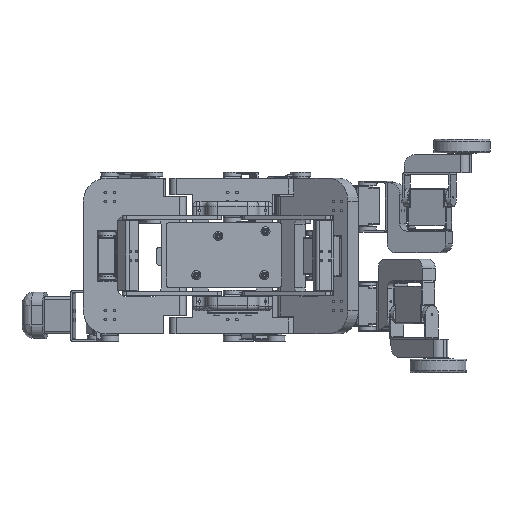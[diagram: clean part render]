
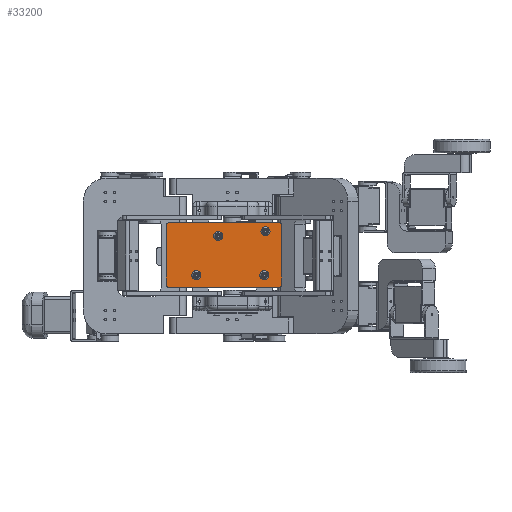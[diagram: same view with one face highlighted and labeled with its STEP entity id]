
A CAD part, top view. The second image highlights one B-rep face of the part: STEP entity #33200.
In plain terms, the highlighted planar face has unit normal (0, 0, 1).
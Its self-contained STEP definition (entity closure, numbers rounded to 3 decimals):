
#937=FACE_BOUND('',#6401,.T.);
#938=FACE_BOUND('',#6402,.T.);
#939=FACE_BOUND('',#6403,.T.);
#940=FACE_BOUND('',#6404,.T.);
#1616=PLANE('',#37270);
#3774=FACE_OUTER_BOUND('',#6400,.T.);
#6400=EDGE_LOOP('',(#30215,#30216,#30217,#30218,#30219,#30220,#30221,#30222));
#6401=EDGE_LOOP('',(#30223));
#6402=EDGE_LOOP('',(#30224));
#6403=EDGE_LOOP('',(#30225));
#6404=EDGE_LOOP('',(#30226));
#8833=LINE('',#58291,#11277);
#8843=LINE('',#58316,#11287);
#8849=LINE('',#58331,#11293);
#8854=LINE('',#58344,#11298);
#11277=VECTOR('',#47621,10.);
#11287=VECTOR('',#47643,10.);
#11293=VECTOR('',#47657,10.);
#11298=VECTOR('',#47670,10.);
#13389=CIRCLE('',#37247,2.5);
#13390=CIRCLE('',#37251,2.5);
#13391=CIRCLE('',#37257,2.5);
#13392=CIRCLE('',#37261,2.5);
#13397=CIRCLE('',#37271,5.);
#13398=CIRCLE('',#37272,5.);
#13399=CIRCLE('',#37273,5.);
#13400=CIRCLE('',#37274,5.);
#16273=VERTEX_POINT('',#58281);
#16274=VERTEX_POINT('',#58283);
#16276=VERTEX_POINT('',#58289);
#16278=VERTEX_POINT('',#58295);
#16285=VERTEX_POINT('',#58314);
#16288=VERTEX_POINT('',#58323);
#16290=VERTEX_POINT('',#58329);
#16292=VERTEX_POINT('',#58335);
#16299=VERTEX_POINT('',#58359);
#16300=VERTEX_POINT('',#58361);
#16301=VERTEX_POINT('',#58363);
#16302=VERTEX_POINT('',#58365);
#20905=EDGE_CURVE('',#16274,#16273,#13389,.T.);
#20909=EDGE_CURVE('',#16273,#16276,#8833,.T.);
#20912=EDGE_CURVE('',#16278,#16276,#13390,.T.);
#20921=EDGE_CURVE('',#16278,#16285,#8843,.T.);
#20926=EDGE_CURVE('',#16288,#16285,#13391,.T.);
#20929=EDGE_CURVE('',#16288,#16290,#8849,.T.);
#20932=EDGE_CURVE('',#16290,#16292,#13392,.T.);
#20936=EDGE_CURVE('',#16292,#16274,#8854,.T.);
#20943=EDGE_CURVE('',#16299,#16299,#13397,.T.);
#20944=EDGE_CURVE('',#16300,#16300,#13398,.T.);
#20945=EDGE_CURVE('',#16301,#16301,#13399,.T.);
#20946=EDGE_CURVE('',#16302,#16302,#13400,.T.);
#30215=ORIENTED_EDGE('',*,*,#20926,.F.);
#30216=ORIENTED_EDGE('',*,*,#20929,.T.);
#30217=ORIENTED_EDGE('',*,*,#20932,.T.);
#30218=ORIENTED_EDGE('',*,*,#20936,.T.);
#30219=ORIENTED_EDGE('',*,*,#20905,.T.);
#30220=ORIENTED_EDGE('',*,*,#20909,.T.);
#30221=ORIENTED_EDGE('',*,*,#20912,.F.);
#30222=ORIENTED_EDGE('',*,*,#20921,.T.);
#30223=ORIENTED_EDGE('',*,*,#20943,.T.);
#30224=ORIENTED_EDGE('',*,*,#20944,.T.);
#30225=ORIENTED_EDGE('',*,*,#20945,.T.);
#30226=ORIENTED_EDGE('',*,*,#20946,.T.);
#33200=ADVANCED_FACE('',(#3774,#937,#938,#939,#940),#1616,.T.);
#37247=AXIS2_PLACEMENT_3D('',#58284,#47614,#47615);
#37251=AXIS2_PLACEMENT_3D('',#58297,#47627,#47628);
#37257=AXIS2_PLACEMENT_3D('',#58325,#47651,#47652);
#37261=AXIS2_PLACEMENT_3D('',#58337,#47663,#47664);
#37270=AXIS2_PLACEMENT_3D('',#58358,#47687,#47688);
#37271=AXIS2_PLACEMENT_3D('',#58360,#47689,#47690);
#37272=AXIS2_PLACEMENT_3D('',#58362,#47691,#47692);
#37273=AXIS2_PLACEMENT_3D('',#58364,#47693,#47694);
#37274=AXIS2_PLACEMENT_3D('',#58366,#47695,#47696);
#47614=DIRECTION('center_axis',(0.,0.,
1.));
#47615=DIRECTION('ref_axis',(0.707,-0.707,0.));
#47621=DIRECTION('',(0.,1.,0.));
#47627=DIRECTION('center_axis',(0.,0.,
-1.));
#47628=DIRECTION('ref_axis',(0.707,0.707,0.));
#47643=DIRECTION('',(-1.,0.,0.));
#47651=DIRECTION('center_axis',(0.,0.,
-1.));
#47652=DIRECTION('ref_axis',(-0.707,0.707,0.));
#47657=DIRECTION('',(0.,-1.,0.));
#47663=DIRECTION('center_axis',(0.,0.,
1.));
#47664=DIRECTION('ref_axis',(-0.707,-0.707,0.));
#47670=DIRECTION('',(1.,0.,0.));
#47687=DIRECTION('center_axis',(0.,0.,
1.));
#47688=DIRECTION('ref_axis',(0.,1.,0.));
#47689=DIRECTION('center_axis',(0.,0.,
-1.));
#47690=DIRECTION('ref_axis',(1.,0.,0.));
#47691=DIRECTION('center_axis',(0.,0.,
-1.));
#47692=DIRECTION('ref_axis',(1.,0.,0.));
#47693=DIRECTION('center_axis',(0.,0.,
-1.));
#47694=DIRECTION('ref_axis',(1.,0.,0.));
#47695=DIRECTION('center_axis',(0.,0.,
-1.));
#47696=DIRECTION('ref_axis',(1.,0.,0.));
#58281=CARTESIAN_POINT('',(67.733,-87.043,83.197));
#58283=CARTESIAN_POINT('',(65.233,-89.543,83.197));
#58284=CARTESIAN_POINT('Origin',(65.233,-87.043,83.197));
#58289=CARTESIAN_POINT('',(67.733,-21.016,83.197));
#58291=CARTESIAN_POINT('',(67.733,7.207,83.197));
#58295=CARTESIAN_POINT('',(65.233,-18.516,83.197));
#58297=CARTESIAN_POINT('Origin',(65.233,-21.016,83.197));
#58314=CARTESIAN_POINT('',(-56.767,-18.516,83.197));
#58316=CARTESIAN_POINT('',(4.233,-18.516,83.197));
#58323=CARTESIAN_POINT('',(-59.267,-21.016,83.197));
#58325=CARTESIAN_POINT('Origin',(-56.767,-21.016,83.197));
#58329=CARTESIAN_POINT('',(-59.267,-87.043,83.197));
#58331=CARTESIAN_POINT('',(-59.267,-33.293,83.197));
#58335=CARTESIAN_POINT('',(-56.767,-89.543,83.197));
#58337=CARTESIAN_POINT('Origin',(-56.767,-87.043,83.197));
#58344=CARTESIAN_POINT('',(-23.017,-89.543,83.197));
#58358=CARTESIAN_POINT('Origin',(4.233,-51.043,83.197));
#58359=CARTESIAN_POINT('',(44.993,-27.873,83.197));
#58360=CARTESIAN_POINT('Origin',(49.993,-27.873,83.197));
#58361=CARTESIAN_POINT('',(43.723,-76.133,83.197));
#58362=CARTESIAN_POINT('Origin',(48.723,-76.133,83.197));
#58363=CARTESIAN_POINT('',(-31.207,-76.133,83.197));
#58364=CARTESIAN_POINT('Origin',(-26.207,-76.133,83.197));
#58365=CARTESIAN_POINT('',(-7.077,-32.953,83.197));
#58366=CARTESIAN_POINT('Origin',(-2.077,-32.953,83.197));
